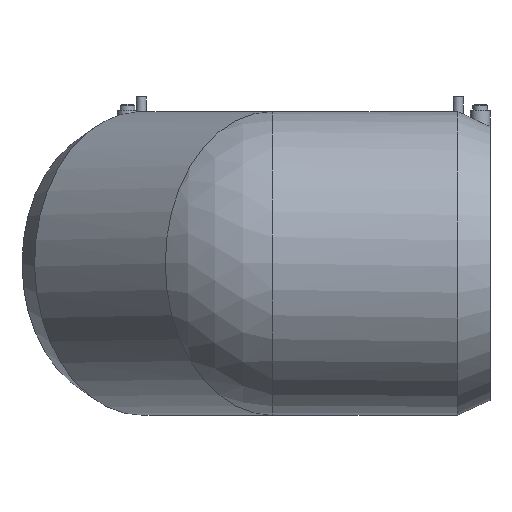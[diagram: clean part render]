
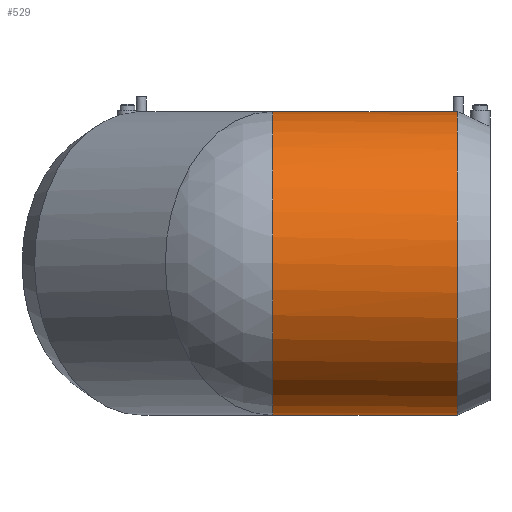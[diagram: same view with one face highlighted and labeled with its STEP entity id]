
A CAD part, left-side view. The second image highlights one B-rep face of the part: STEP entity #529.
In plain terms, the highlighted cylindrical face has radius 124.25 mm (diameter 248.5 mm), a full revolution.
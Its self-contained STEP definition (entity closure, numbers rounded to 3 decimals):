
#29=B_SPLINE_CURVE_WITH_KNOTS('',3,(#974,#975,#976,#977,#978,#979,#980,
#981,#982,#983,#984,#985,#986,#987,#988,#989,#990,#991),.UNSPECIFIED.,.F.,
 .F.,(4,2,2,2,2,2,2,2,4),(1.267,1.356,1.507,
1.658,1.808,1.959,2.11,2.26,
2.35),.UNSPECIFIED.);
#37=ELLIPSE('',#597,134.487,124.25);
#38=ELLIPSE('',#600,134.487,124.25);
#46=LINE('',#1021,#70);
#70=VECTOR('',#715,124.25);
#93=CYLINDRICAL_SURFACE('',#596,124.25);
#124=FACE_OUTER_BOUND('',#165,.T.);
#165=EDGE_LOOP('',(#404,#405,#406,#407,#408,#409,#410,#411));
#210=CIRCLE('',#598,124.25);
#211=CIRCLE('',#599,124.25);
#212=CIRCLE('',#601,124.25);
#253=VERTEX_POINT('',#968);
#254=VERTEX_POINT('',#973);
#255=VERTEX_POINT('',#1017);
#256=VERTEX_POINT('',#1018);
#257=VERTEX_POINT('',#1020);
#258=VERTEX_POINT('',#1024);
#308=EDGE_CURVE('',#254,#253,#29,.T.);
#310=EDGE_CURVE('',#255,#256,#37,.T.);
#311=EDGE_CURVE('',#256,#257,#46,.T.);
#312=EDGE_CURVE('',#257,#254,#210,.T.);
#313=EDGE_CURVE('',#253,#257,#211,.T.);
#314=EDGE_CURVE('',#256,#258,#38,.T.);
#315=EDGE_CURVE('',#255,#258,#212,.T.);
#404=ORIENTED_EDGE('',*,*,#310,.T.);
#405=ORIENTED_EDGE('',*,*,#311,.T.);
#406=ORIENTED_EDGE('',*,*,#312,.T.);
#407=ORIENTED_EDGE('',*,*,#308,.T.);
#408=ORIENTED_EDGE('',*,*,#313,.T.);
#409=ORIENTED_EDGE('',*,*,#311,.F.);
#410=ORIENTED_EDGE('',*,*,#314,.T.);
#411=ORIENTED_EDGE('',*,*,#315,.F.);
#529=ADVANCED_FACE('',(#124),#93,.T.);
#596=AXIS2_PLACEMENT_3D('',#1016,#711,#712);
#597=AXIS2_PLACEMENT_3D('',#1019,#713,#714);
#598=AXIS2_PLACEMENT_3D('',#1022,#716,#717);
#599=AXIS2_PLACEMENT_3D('',#1023,#718,#719);
#600=AXIS2_PLACEMENT_3D('',#1025,#720,#721);
#601=AXIS2_PLACEMENT_3D('',#1026,#722,#723);
#711=DIRECTION('center_axis',(0.,1.,0.));
#712=DIRECTION('ref_axis',(-1.,0.,0.));
#713=DIRECTION('center_axis',(-0.383,-0.924,0.));
#714=DIRECTION('ref_axis',(-0.924,0.383,0.));
#715=DIRECTION('',(0.,-1.,0.));
#716=DIRECTION('center_axis',(0.,1.,0.));
#717=DIRECTION('ref_axis',(1.,0.,0.));
#718=DIRECTION('center_axis',(0.,1.,0.));
#719=DIRECTION('ref_axis',(1.,0.,0.));
#720=DIRECTION('center_axis',(-0.383,-0.924,0.));
#721=DIRECTION('ref_axis',(-0.924,0.383,0.));
#722=DIRECTION('center_axis',(0.,1.,0.));
#723=DIRECTION('ref_axis',(1.,0.,0.));
#968=CARTESIAN_POINT('',(3.951,-79.875,124.187));
#973=CARTESIAN_POINT('',(-3.951,-79.875,124.187));
#974=CARTESIAN_POINT('Ctrl Pts',(-3.951,-79.875,124.187));
#975=CARTESIAN_POINT('Ctrl Pts',(-3.902,-79.568,124.189));
#976=CARTESIAN_POINT('Ctrl Pts',(-3.817,-79.261,124.191));
#977=CARTESIAN_POINT('Ctrl Pts',(-3.491,-78.476,124.201));
#978=CARTESIAN_POINT('Ctrl Pts',(-3.184,-78.027,124.21));
#979=CARTESIAN_POINT('Ctrl Pts',(-2.473,-77.316,124.226));
#980=CARTESIAN_POINT('Ctrl Pts',(-2.024,-77.009,124.234));
#981=CARTESIAN_POINT('Ctrl Pts',(-1.038,-76.6,124.247));
#982=CARTESIAN_POINT('Ctrl Pts',(-0.502,-76.5,124.25));
#983=CARTESIAN_POINT('Ctrl Pts',(0.502,-76.5,124.25));
#984=CARTESIAN_POINT('Ctrl Pts',(1.038,-76.6,124.247));
#985=CARTESIAN_POINT('Ctrl Pts',(2.024,-77.009,124.234));
#986=CARTESIAN_POINT('Ctrl Pts',(2.473,-77.316,124.226));
#987=CARTESIAN_POINT('Ctrl Pts',(3.184,-78.027,124.21));
#988=CARTESIAN_POINT('Ctrl Pts',(3.491,-78.476,124.201));
#989=CARTESIAN_POINT('Ctrl Pts',(3.817,-79.261,124.191));
#990=CARTESIAN_POINT('Ctrl Pts',(3.902,-79.568,124.189));
#991=CARTESIAN_POINT('Ctrl Pts',(3.951,-79.875,124.187));
#1016=CARTESIAN_POINT('Origin',(0.,-4.187,0.));
#1017=CARTESIAN_POINT('',(0.,71.5,-124.25));
#1018=CARTESIAN_POINT('',(124.25,20.034,0.));
#1019=CARTESIAN_POINT('Origin',(0.,71.5,0.));
#1020=CARTESIAN_POINT('',(124.25,-79.875,0.));
#1021=CARTESIAN_POINT('',(124.25,-4.187,0.));
#1022=CARTESIAN_POINT('Origin',(0.,-79.875,0.));
#1023=CARTESIAN_POINT('Origin',(0.,-79.875,0.));
#1024=CARTESIAN_POINT('',(0.,71.5,124.25));
#1025=CARTESIAN_POINT('Origin',(0.,71.5,0.));
#1026=CARTESIAN_POINT('Origin',(0.,71.5,0.));
